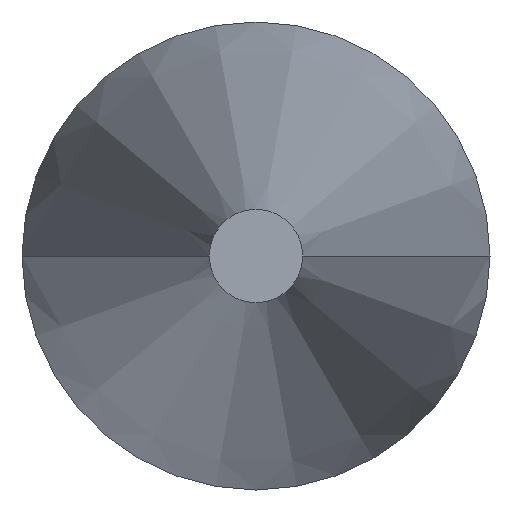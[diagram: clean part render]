
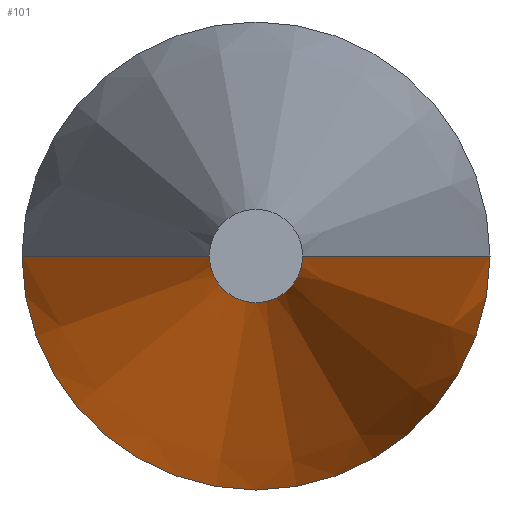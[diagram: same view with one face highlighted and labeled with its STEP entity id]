
A CAD part, front view. The second image highlights one B-rep face of the part: STEP entity #101.
In plain terms, the highlighted conical face has half-angle 10 degrees and reference radius 0.075 mm.
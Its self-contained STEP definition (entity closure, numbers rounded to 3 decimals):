
#12=CARTESIAN_POINT('',(0.,-13.933,0.));
#13=DIRECTION('',(0.,-1.,0.));
#14=DIRECTION('',(-1.,0.,0.));
#15=AXIS2_PLACEMENT_3D('',#12,#13,#14);
#21=DIRECTION('',(-0.174,0.985,0.));
#22=VECTOR('',#21,0.576);
#23=CARTESIAN_POINT('',(-0.025,-14.5,
0.));
#24=LINE('',#23,#22);
#30=CARTESIAN_POINT('',(0.,-14.5,0.));
#31=DIRECTION('',(0.,-1.,0.));
#32=DIRECTION('',(-1.,0.,0.));
#33=AXIS2_PLACEMENT_3D('',#30,#31,#32);
#35=DIRECTION('',(0.174,0.985,0.));
#36=VECTOR('',#35,0.576);
#37=CARTESIAN_POINT('',(0.025,-14.5,
0.));
#38=LINE('',#37,#36);
#52=CARTESIAN_POINT('',(0.025,-14.5,0.));
#53=CARTESIAN_POINT('',(-0.025,-14.5,0.));
#54=VERTEX_POINT('',#52);
#55=VERTEX_POINT('',#53);
#56=CARTESIAN_POINT('',(0.125,-13.933,0.));
#57=CARTESIAN_POINT('',(-0.125,-13.933,0.));
#58=VERTEX_POINT('',#56);
#59=VERTEX_POINT('',#57);
#87=CARTESIAN_POINT('',(0.,-14.216,0.));
#88=DIRECTION('',(0.,1.,0.));
#89=DIRECTION('',(0.,0.,-1.));
#90=AXIS2_PLACEMENT_3D('',#87,#88,#89);
#91=CONICAL_SURFACE('',#90,0.075,10.);
#93=ORIENTED_EDGE('',*,*,#92,.T.);
#95=ORIENTED_EDGE('',*,*,#94,.T.);
#96=ORIENTED_EDGE('',*,*,#77,.F.);
#98=ORIENTED_EDGE('',*,*,#97,.F.);
#99=EDGE_LOOP('',(#93,#95,#96,#98));
#100=FACE_OUTER_BOUND('',#99,.F.);
#101=ADVANCED_FACE('',(#100),#91,.T.);
#16=CIRCLE('',#15,0.125);
#34=CIRCLE('',#33,0.025);
#77=EDGE_CURVE('',#59,#58,#16,.T.);
#92=EDGE_CURVE('',#55,#54,#34,.T.);
#94=EDGE_CURVE('',#54,#58,#38,.T.);
#97=EDGE_CURVE('',#55,#59,#24,.T.);
